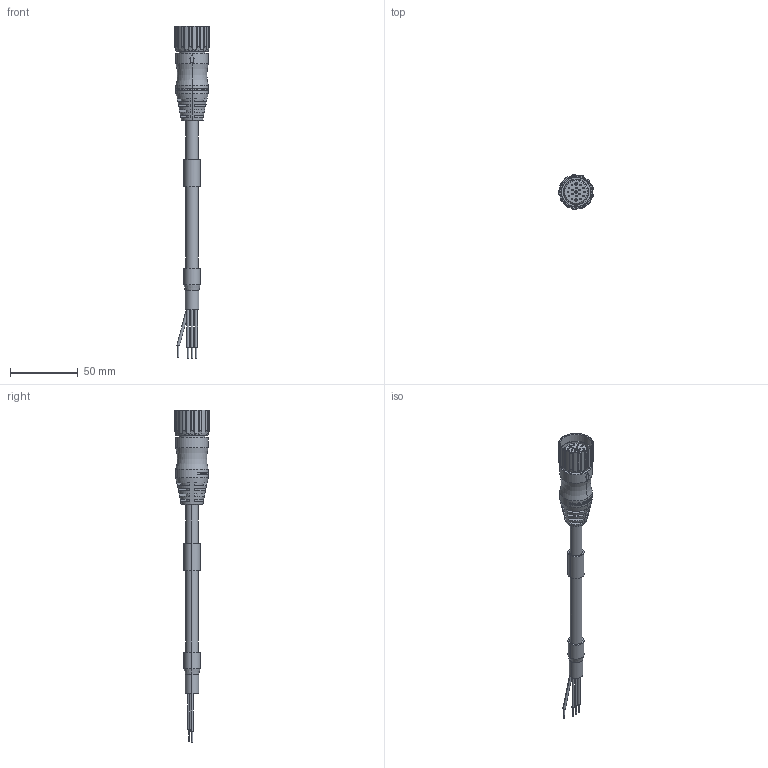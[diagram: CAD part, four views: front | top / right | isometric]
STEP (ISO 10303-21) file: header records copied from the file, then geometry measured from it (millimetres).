
FILE_DESCRIPTION((''),'2;1');
FILE_NAME('242029_SM01_ASM','2024-09-12T11:36:00',('banengservice'),('BANNER ENGINEERING'),'CREO PARAMETRIC BY PTC INC, 2022414','CREO PARAMETRIC BY PTC INC, 2022414','');
FILE_SCHEMA(('CONFIG_CONTROL_DESIGN'));
Length unit declared in the file: millimetre
Products named in the file (2): 242029_EP01; 242029_SM01_ASM
Assembly tree (1 placements, depth 2):
  242029_SM01_ASM
    242029_EP01
Bounding box: 25.85 x 25.96 x 245.6 mm (x, y, z)
Surface area: 15263.2 mm2 (no closed solid volume)
Topology: 0 solids, 23 shells, 367 faces, 1845 edges, 1501 vertices
Faces by surface type: cylinder 170, plane 142, cone 41, torus 8, bspline 6
Entity records: 19550 total; most frequent: CARTESIAN_POINT 4894, DIRECTION 3199, ORIENTED_EDGE 2630, EDGE_CURVE 1845, VERTEX_POINT 1501, AXIS2_PLACEMENT_3D 1222, CIRCLE 858, VECTOR 755
